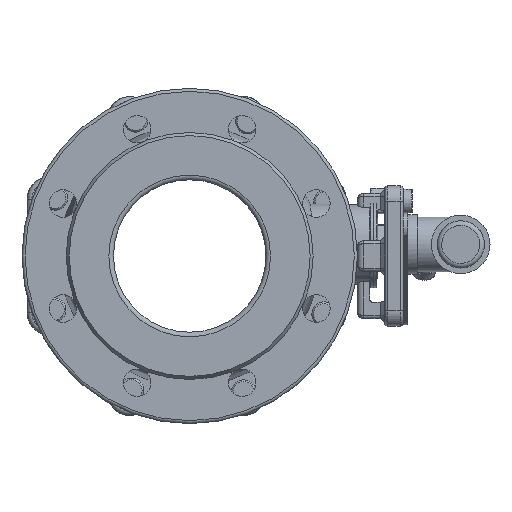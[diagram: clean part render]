
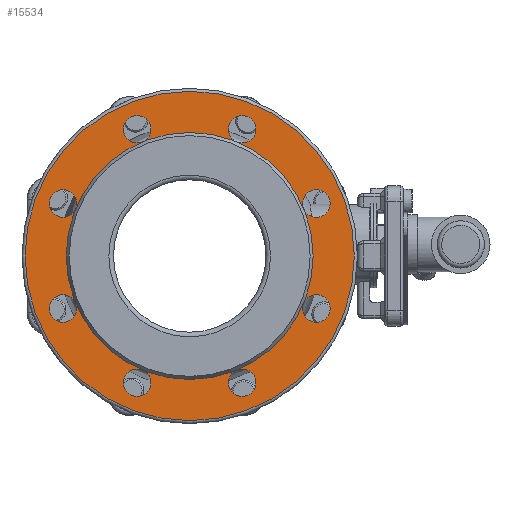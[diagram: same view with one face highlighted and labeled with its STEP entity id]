
A CAD part, left-side view. The second image highlights one B-rep face of the part: STEP entity #15534.
In plain terms, the highlighted planar face has unit normal (-1, 0, 0).
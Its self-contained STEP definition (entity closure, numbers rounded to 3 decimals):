
#2675=PLANE('',#17105);
#6586=ORIENTED_EDGE('',*,*,#9403,.T.);
#6587=ORIENTED_EDGE('',*,*,#9404,.T.);
#6588=ORIENTED_EDGE('',*,*,#9405,.T.);
#6589=ORIENTED_EDGE('',*,*,#9406,.T.);
#6590=ORIENTED_EDGE('',*,*,#9407,.T.);
#6591=ORIENTED_EDGE('',*,*,#9408,.F.);
#6592=ORIENTED_EDGE('',*,*,#9409,.T.);
#6593=ORIENTED_EDGE('',*,*,#9410,.T.);
#6594=ORIENTED_EDGE('',*,*,#9411,.T.);
#6595=ORIENTED_EDGE('',*,*,#9412,.T.);
#9403=EDGE_CURVE('',#10982,#10982,#11779,.T.);
#9404=EDGE_CURVE('',#10983,#10983,#11780,.T.);
#9405=EDGE_CURVE('',#10984,#10984,#11781,.T.);
#9406=EDGE_CURVE('',#10985,#10985,#11782,.T.);
#9407=EDGE_CURVE('',#10986,#10986,#11783,.T.);
#9408=EDGE_CURVE('',#10987,#10987,#11784,.T.);
#9409=EDGE_CURVE('',#10988,#10988,#11785,.T.);
#9410=EDGE_CURVE('',#10989,#10989,#11786,.T.);
#9411=EDGE_CURVE('',#10990,#10990,#11787,.T.);
#9412=EDGE_CURVE('',#10991,#10991,#11788,.T.);
#10982=VERTEX_POINT('',#123941);
#10983=VERTEX_POINT('',#123943);
#10984=VERTEX_POINT('',#123945);
#10985=VERTEX_POINT('',#123947);
#10986=VERTEX_POINT('',#123949);
#10987=VERTEX_POINT('',#123951);
#10988=VERTEX_POINT('',#123953);
#10989=VERTEX_POINT('',#123955);
#10990=VERTEX_POINT('',#123957);
#10991=VERTEX_POINT('',#123959);
#11779=CIRCLE('',#17106,9.);
#11780=CIRCLE('',#17107,9.);
#11781=CIRCLE('',#17108,9.);
#11782=CIRCLE('',#17109,9.);
#11783=CIRCLE('',#17110,108.);
#11784=CIRCLE('',#17111,80.987);
#11785=CIRCLE('',#17112,9.);
#11786=CIRCLE('',#17113,9.);
#11787=CIRCLE('',#17114,9.);
#11788=CIRCLE('',#17115,9.);
#12883=EDGE_LOOP('',(#6586));
#12884=EDGE_LOOP('',(#6587));
#12885=EDGE_LOOP('',(#6588));
#12886=EDGE_LOOP('',(#6589));
#12887=EDGE_LOOP('',(#6590));
#12888=EDGE_LOOP('',(#6591));
#12889=EDGE_LOOP('',(#6592));
#12890=EDGE_LOOP('',(#6593));
#12891=EDGE_LOOP('',(#6594));
#12892=EDGE_LOOP('',(#6595));
#14217=FACE_BOUND('',#12883,.T.);
#14218=FACE_BOUND('',#12884,.T.);
#14219=FACE_BOUND('',#12885,.T.);
#14220=FACE_BOUND('',#12886,.T.);
#14221=FACE_BOUND('',#12887,.T.);
#14222=FACE_BOUND('',#12888,.T.);
#14223=FACE_BOUND('',#12889,.T.);
#14224=FACE_BOUND('',#12890,.T.);
#14225=FACE_BOUND('',#12891,.T.);
#14226=FACE_BOUND('',#12892,.T.);
#15534=ADVANCED_FACE('',(#14217,#14218,#14219,#14220,#14221,#14222,#14223,
#14224,#14225,#14226),#2675,.T.);
#17105=AXIS2_PLACEMENT_3D('',#123939,#20201,#20202);
#17106=AXIS2_PLACEMENT_3D('',#123940,#20203,#20204);
#17107=AXIS2_PLACEMENT_3D('',#123942,#20205,#20206);
#17108=AXIS2_PLACEMENT_3D('',#123944,#20207,#20208);
#17109=AXIS2_PLACEMENT_3D('',#123946,#20209,#20210);
#17110=AXIS2_PLACEMENT_3D('',#123948,#20211,#20212);
#17111=AXIS2_PLACEMENT_3D('',#123950,#20213,#20214);
#17112=AXIS2_PLACEMENT_3D('',#123952,#20215,#20216);
#17113=AXIS2_PLACEMENT_3D('',#123954,#20217,#20218);
#17114=AXIS2_PLACEMENT_3D('',#123956,#20219,#20220);
#17115=AXIS2_PLACEMENT_3D('',#123958,#20221,#20222);
#20201=DIRECTION('',(-1.,0.,0.));
#20202=DIRECTION('',(0.,0.,1.));
#20203=DIRECTION('',(1.,0.,0.));
#20204=DIRECTION('',(0.,0.,1.));
#20205=DIRECTION('',(1.,0.,0.));
#20206=DIRECTION('',(0.,0.,1.));
#20207=DIRECTION('',(1.,0.,0.));
#20208=DIRECTION('',(0.,0.,1.));
#20209=DIRECTION('',(1.,0.,0.));
#20210=DIRECTION('',(0.,0.,1.));
#20211=DIRECTION('',(-1.,0.,0.));
#20212=DIRECTION('',(0.,1.,0.));
#20213=DIRECTION('',(-1.,0.,0.));
#20214=DIRECTION('',(0.,1.,0.));
#20215=DIRECTION('',(1.,0.,0.));
#20216=DIRECTION('',(0.,0.,1.));
#20217=DIRECTION('',(1.,0.,0.));
#20218=DIRECTION('',(0.,0.,1.));
#20219=DIRECTION('',(1.,0.,0.));
#20220=DIRECTION('',(0.,0.,1.));
#20221=DIRECTION('',(1.,0.,0.));
#20222=DIRECTION('',(0.,0.,1.));
#123939=CARTESIAN_POINT('',(-125.703,-260.204,0.));
#123940=CARTESIAN_POINT('',(-125.703,-100.715,34.442));
#123941=CARTESIAN_POINT('',(-125.703,-100.715,43.442));
#123942=CARTESIAN_POINT('',(-125.703,16.875,83.149));
#123943=CARTESIAN_POINT('',(-125.703,16.875,92.149));
#123944=CARTESIAN_POINT('',(-125.703,65.583,-34.442));
#123945=CARTESIAN_POINT('',(-125.703,65.583,-25.442));
#123946=CARTESIAN_POINT('',(-125.703,-52.008,-83.149));
#123947=CARTESIAN_POINT('',(-125.703,-52.008,-74.149));
#123948=CARTESIAN_POINT('',(-125.703,-17.566,0.));
#123949=CARTESIAN_POINT('',(-125.703,90.434,0.));
#123950=CARTESIAN_POINT('',(-125.703,-17.566,0.));
#123951=CARTESIAN_POINT('',(-125.703,63.42,0.));
#123952=CARTESIAN_POINT('',(-125.703,-100.715,-34.442));
#123953=CARTESIAN_POINT('',(-125.703,-100.715,-25.442));
#123954=CARTESIAN_POINT('',(-125.703,16.875,-83.149));
#123955=CARTESIAN_POINT('',(-125.703,16.875,-74.149));
#123956=CARTESIAN_POINT('',(-125.703,65.583,34.442));
#123957=CARTESIAN_POINT('',(-125.703,65.583,43.442));
#123958=CARTESIAN_POINT('',(-125.703,-52.008,83.149));
#123959=CARTESIAN_POINT('',(-125.703,-52.008,92.149));
